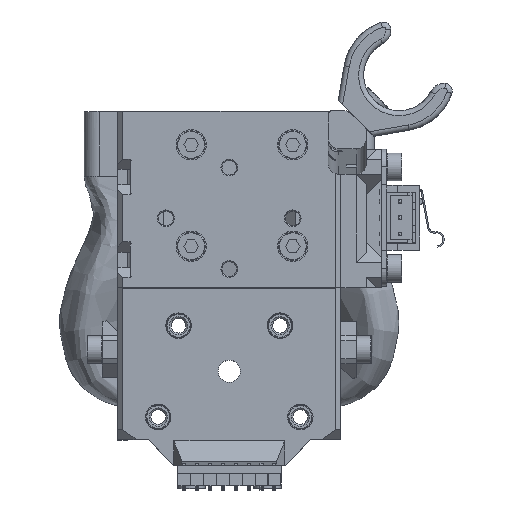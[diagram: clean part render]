
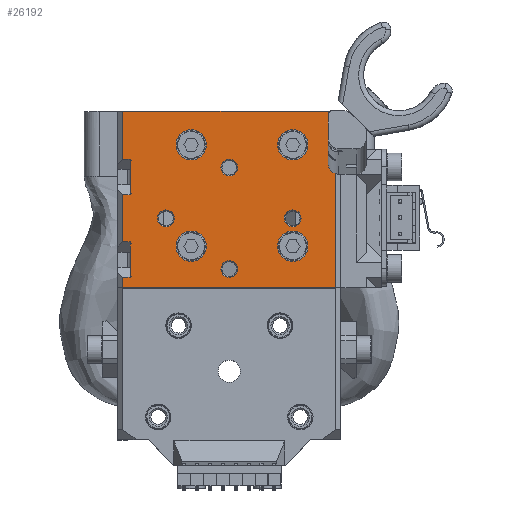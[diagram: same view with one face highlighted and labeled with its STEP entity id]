
A CAD part, top view. The second image highlights one B-rep face of the part: STEP entity #26192.
In plain terms, the highlighted face is planar.
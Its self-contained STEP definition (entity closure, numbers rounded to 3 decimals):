
#722=ELLIPSE('',#27762,2.016,2.);
#1134=FACE_BOUND('',#3019,.T.);
#1135=FACE_BOUND('',#3020,.T.);
#1136=FACE_BOUND('',#3021,.T.);
#1137=FACE_BOUND('',#3022,.T.);
#1138=FACE_BOUND('',#3023,.T.);
#1139=FACE_BOUND('',#3024,.T.);
#1140=FACE_BOUND('',#3025,.T.);
#1141=FACE_BOUND('',#3026,.T.);
#1562=FACE_OUTER_BOUND('',#3018,.T.);
#3018=EDGE_LOOP('',(#17949,#17950,#17951,#17952,#17953,#17954,#17955,#17956,
#17957,#17958,#17959,#17960,#17961,#17962,#17963));
#3019=EDGE_LOOP('',(#17964));
#3020=EDGE_LOOP('',(#17965));
#3021=EDGE_LOOP('',(#17966));
#3022=EDGE_LOOP('',(#17967));
#3023=EDGE_LOOP('',(#17968));
#3024=EDGE_LOOP('',(#17969));
#3025=EDGE_LOOP('',(#17970));
#3026=EDGE_LOOP('',(#17971));
#4509=CIRCLE('',#27752,0.8);
#4518=CIRCLE('',#27780,1.65);
#4519=CIRCLE('',#27781,1.65);
#4520=CIRCLE('',#27782,1.65);
#4521=CIRCLE('',#27783,1.65);
#4522=CIRCLE('',#27784,3.);
#4523=CIRCLE('',#27785,3.);
#4524=CIRCLE('',#27786,3.);
#4525=CIRCLE('',#27787,3.);
#5519=LINE('',#37551,#8272);
#5534=LINE('',#37583,#8287);
#5540=LINE('',#37687,#8293);
#5541=LINE('',#37689,#8294);
#5542=LINE('',#37691,#8295);
#5543=LINE('',#37693,#8296);
#5544=LINE('',#37695,#8297);
#5545=LINE('',#37697,#8298);
#5546=LINE('',#37699,#8299);
#5547=LINE('',#37701,#8300);
#5548=LINE('',#37703,#8301);
#5549=LINE('',#37705,#8302);
#5550=LINE('',#37706,#8303);
#8272=VECTOR('',#30515,10.);
#8287=VECTOR('',#30540,10.);
#8293=VECTOR('',#30588,1000.);
#8294=VECTOR('',#30589,1000.);
#8295=VECTOR('',#30590,1000.);
#8296=VECTOR('',#30591,1000.);
#8297=VECTOR('',#30592,1000.);
#8298=VECTOR('',#30593,1000.);
#8299=VECTOR('',#30594,1000.);
#8300=VECTOR('',#30595,1000.);
#8301=VECTOR('',#30596,1000.);
#8302=VECTOR('',#30597,1000.);
#8303=VECTOR('',#30598,10.);
#10898=VERTEX_POINT('',#37544);
#10899=VERTEX_POINT('',#37546);
#10900=VERTEX_POINT('',#37550);
#10912=VERTEX_POINT('',#37581);
#10915=VERTEX_POINT('',#37589);
#10923=VERTEX_POINT('',#37686);
#10924=VERTEX_POINT('',#37688);
#10925=VERTEX_POINT('',#37690);
#10926=VERTEX_POINT('',#37692);
#10927=VERTEX_POINT('',#37694);
#10928=VERTEX_POINT('',#37696);
#10929=VERTEX_POINT('',#37698);
#10930=VERTEX_POINT('',#37700);
#10931=VERTEX_POINT('',#37702);
#10932=VERTEX_POINT('',#37704);
#10933=VERTEX_POINT('',#37707);
#10934=VERTEX_POINT('',#37709);
#10935=VERTEX_POINT('',#37711);
#10936=VERTEX_POINT('',#37713);
#10937=VERTEX_POINT('',#37715);
#10938=VERTEX_POINT('',#37717);
#10939=VERTEX_POINT('',#37719);
#10940=VERTEX_POINT('',#37721);
#13586=EDGE_CURVE('',#10898,#10899,#4509,.F.);
#13588=EDGE_CURVE('',#10900,#10899,#5519,.T.);
#13605=EDGE_CURVE('',#10912,#10898,#5534,.T.);
#13608=EDGE_CURVE('',#10915,#10900,#722,.T.);
#13625=EDGE_CURVE('',#10923,#10912,#5540,.T.);
#13626=EDGE_CURVE('',#10924,#10923,#5541,.T.);
#13627=EDGE_CURVE('',#10925,#10924,#5542,.F.);
#13628=EDGE_CURVE('',#10926,#10925,#5543,.T.);
#13629=EDGE_CURVE('',#10927,#10926,#5544,.T.);
#13630=EDGE_CURVE('',#10928,#10927,#5545,.T.);
#13631=EDGE_CURVE('',#10928,#10929,#5546,.T.);
#13632=EDGE_CURVE('',#10930,#10929,#5547,.T.);
#13633=EDGE_CURVE('',#10931,#10930,#5548,.T.);
#13634=EDGE_CURVE('',#10932,#10931,#5549,.T.);
#13635=EDGE_CURVE('',#10932,#10915,#5550,.T.);
#13636=EDGE_CURVE('',#10933,#10933,#4518,.T.);
#13637=EDGE_CURVE('',#10934,#10934,#4519,.T.);
#13638=EDGE_CURVE('',#10935,#10935,#4520,.T.);
#13639=EDGE_CURVE('',#10936,#10936,#4521,.T.);
#13640=EDGE_CURVE('',#10937,#10937,#4522,.T.);
#13641=EDGE_CURVE('',#10938,#10938,#4523,.T.);
#13642=EDGE_CURVE('',#10939,#10939,#4524,.T.);
#13643=EDGE_CURVE('',#10940,#10940,#4525,.T.);
#17949=ORIENTED_EDGE('',*,*,#13608,.T.);
#17950=ORIENTED_EDGE('',*,*,#13588,.T.);
#17951=ORIENTED_EDGE('',*,*,#13586,.F.);
#17952=ORIENTED_EDGE('',*,*,#13605,.F.);
#17953=ORIENTED_EDGE('',*,*,#13625,.F.);
#17954=ORIENTED_EDGE('',*,*,#13626,.F.);
#17955=ORIENTED_EDGE('',*,*,#13627,.F.);
#17956=ORIENTED_EDGE('',*,*,#13628,.F.);
#17957=ORIENTED_EDGE('',*,*,#13629,.F.);
#17958=ORIENTED_EDGE('',*,*,#13630,.F.);
#17959=ORIENTED_EDGE('',*,*,#13631,.T.);
#17960=ORIENTED_EDGE('',*,*,#13632,.F.);
#17961=ORIENTED_EDGE('',*,*,#13633,.F.);
#17962=ORIENTED_EDGE('',*,*,#13634,.F.);
#17963=ORIENTED_EDGE('',*,*,#13635,.T.);
#17964=ORIENTED_EDGE('',*,*,#13636,.F.);
#17965=ORIENTED_EDGE('',*,*,#13637,.F.);
#17966=ORIENTED_EDGE('',*,*,#13638,.F.);
#17967=ORIENTED_EDGE('',*,*,#13639,.F.);
#17968=ORIENTED_EDGE('',*,*,#13640,.T.);
#17969=ORIENTED_EDGE('',*,*,#13641,.T.);
#17970=ORIENTED_EDGE('',*,*,#13642,.T.);
#17971=ORIENTED_EDGE('',*,*,#13643,.T.);
#24808=PLANE('',#27779);
#26192=ADVANCED_FACE('',(#1562,#1134,#1135,#1136,#1137,#1138,#1139,#1140,
#1141),#24808,.F.);
#27752=AXIS2_PLACEMENT_3D('',#37547,#30510,#30511);
#27762=AXIS2_PLACEMENT_3D('',#37590,#30547,#30548);
#27779=AXIS2_PLACEMENT_3D('',#37685,#30586,#30587);
#27780=AXIS2_PLACEMENT_3D('',#37708,#30599,#30600);
#27781=AXIS2_PLACEMENT_3D('',#37710,#30601,#30602);
#27782=AXIS2_PLACEMENT_3D('',#37712,#30603,#30604);
#27783=AXIS2_PLACEMENT_3D('',#37714,#30605,#30606);
#27784=AXIS2_PLACEMENT_3D('',#37716,#30607,#30608);
#27785=AXIS2_PLACEMENT_3D('',#37718,#30609,#30610);
#27786=AXIS2_PLACEMENT_3D('',#37720,#30611,#30612);
#27787=AXIS2_PLACEMENT_3D('',#37722,#30613,#30614);
#30510=DIRECTION('center_axis',(0.,0.,1.));
#30511=DIRECTION('ref_axis',(0.707,0.707,0.));
#30515=DIRECTION('',(0.,1.,0.));
#30540=DIRECTION('',(-1.,0.,0.));
#30547=DIRECTION('center_axis',(0.,0.,1.));
#30548=DIRECTION('ref_axis',(0.,-1.,0.));
#30586=DIRECTION('center_axis',(0.,0.,1.));
#30587=DIRECTION('ref_axis',(1.,0.,0.));
#30588=DIRECTION('',(0.,1.,0.));
#30589=DIRECTION('',(1.,0.,0.));
#30590=DIRECTION('',(0.,-1.,0.));
#30591=DIRECTION('',(-1.,0.,0.));
#30592=DIRECTION('',(0.,1.,0.));
#30593=DIRECTION('',(1.,0.,0.));
#30594=DIRECTION('',(0.,-1.,0.));
#30595=DIRECTION('',(-1.,0.,0.));
#30596=DIRECTION('',(0.,1.,0.));
#30597=DIRECTION('',(1.,0.,0.));
#30598=DIRECTION('',(0.,1.,0.));
#30599=DIRECTION('center_axis',(0.,0.,-1.));
#30600=DIRECTION('ref_axis',(-1.,0.,0.));
#30601=DIRECTION('center_axis',(0.,0.,-1.));
#30602=DIRECTION('ref_axis',(-1.,0.,0.));
#30603=DIRECTION('center_axis',(0.,0.,-1.));
#30604=DIRECTION('ref_axis',(-1.,0.,0.));
#30605=DIRECTION('center_axis',(0.,0.,-1.));
#30606=DIRECTION('ref_axis',(-1.,0.,0.));
#30607=DIRECTION('center_axis',(0.,0.,1.));
#30608=DIRECTION('ref_axis',(1.,0.,0.));
#30609=DIRECTION('center_axis',(0.,0.,1.));
#30610=DIRECTION('ref_axis',(1.,0.,0.));
#30611=DIRECTION('center_axis',(0.,0.,1.));
#30612=DIRECTION('ref_axis',(1.,0.,0.));
#30613=DIRECTION('center_axis',(0.,0.,1.));
#30614=DIRECTION('ref_axis',(1.,0.,0.));
#37544=CARTESIAN_POINT('',(-20.3,21.15,-33.));
#37546=CARTESIAN_POINT('',(-19.5,20.35,-33.));
#37547=CARTESIAN_POINT('Origin',(-20.3,20.35,-33.));
#37550=CARTESIAN_POINT('',(-19.5,10.791,-33.));
#37551=CARTESIAN_POINT('',(-19.5,0.625,-33.));
#37581=CARTESIAN_POINT('',(21.,21.15,-33.));
#37583=CARTESIAN_POINT('',(21.,21.15,-33.));
#37589=CARTESIAN_POINT('',(-21.,8.839,-33.));
#37590=CARTESIAN_POINT('Origin',(-21.5,10.791,-33.));
#37685=CARTESIAN_POINT('Origin',(11.,-13.65,-33.));
#37686=CARTESIAN_POINT('',(21.,11.65,-33.));
#37687=CARTESIAN_POINT('',(21.,-13.65,-33.));
#37688=CARTESIAN_POINT('',(19.551,11.65,-33.));
#37689=CARTESIAN_POINT('',(11.,11.65,-33.));
#37690=CARTESIAN_POINT('',(19.551,4.65,-33.));
#37691=CARTESIAN_POINT('',(19.551,-6.825,-33.));
#37692=CARTESIAN_POINT('',(21.,4.65,-33.));
#37693=CARTESIAN_POINT('',(19.551,4.65,-33.));
#37694=CARTESIAN_POINT('',(21.,-4.65,-33.));
#37695=CARTESIAN_POINT('',(21.,-13.65,-33.));
#37696=CARTESIAN_POINT('',(19.551,-4.65,-33.));
#37697=CARTESIAN_POINT('',(11.,-4.65,-33.));
#37698=CARTESIAN_POINT('',(19.551,-11.65,-33.));
#37699=CARTESIAN_POINT('',(19.551,-6.825,-33.));
#37700=CARTESIAN_POINT('',(21.,-11.65,-33.));
#37701=CARTESIAN_POINT('',(19.551,-11.65,-33.));
#37702=CARTESIAN_POINT('',(21.,-13.65,-33.));
#37703=CARTESIAN_POINT('',(21.,-13.65,-33.));
#37704=CARTESIAN_POINT('',(-21.,-13.65,-33.));
#37705=CARTESIAN_POINT('',(11.,-13.65,-33.));
#37706=CARTESIAN_POINT('',(-21.,13.65,-33.));
#37707=CARTESIAN_POINT('',(-10.85,0.,-33.));
#37708=CARTESIAN_POINT('Origin',(-12.5,0.,-33.));
#37709=CARTESIAN_POINT('',(1.65,-10.,-33.));
#37710=CARTESIAN_POINT('Origin',(0.,-10.,-33.));
#37711=CARTESIAN_POINT('',(1.65,10.,-33.));
#37712=CARTESIAN_POINT('Origin',(0.,10.,-33.));
#37713=CARTESIAN_POINT('',(14.15,0.,-33.));
#37714=CARTESIAN_POINT('Origin',(12.5,0.,-33.));
#37715=CARTESIAN_POINT('',(4.5,-5.5,-33.));
#37716=CARTESIAN_POINT('Origin',(7.5,-5.5,-33.));
#37717=CARTESIAN_POINT('',(4.5,14.5,-33.));
#37718=CARTESIAN_POINT('Origin',(7.5,14.5,-33.));
#37719=CARTESIAN_POINT('',(-15.5,-5.5,-33.));
#37720=CARTESIAN_POINT('Origin',(-12.5,-5.5,-33.));
#37721=CARTESIAN_POINT('',(-15.5,14.5,-33.));
#37722=CARTESIAN_POINT('Origin',(-12.5,14.5,-33.));
